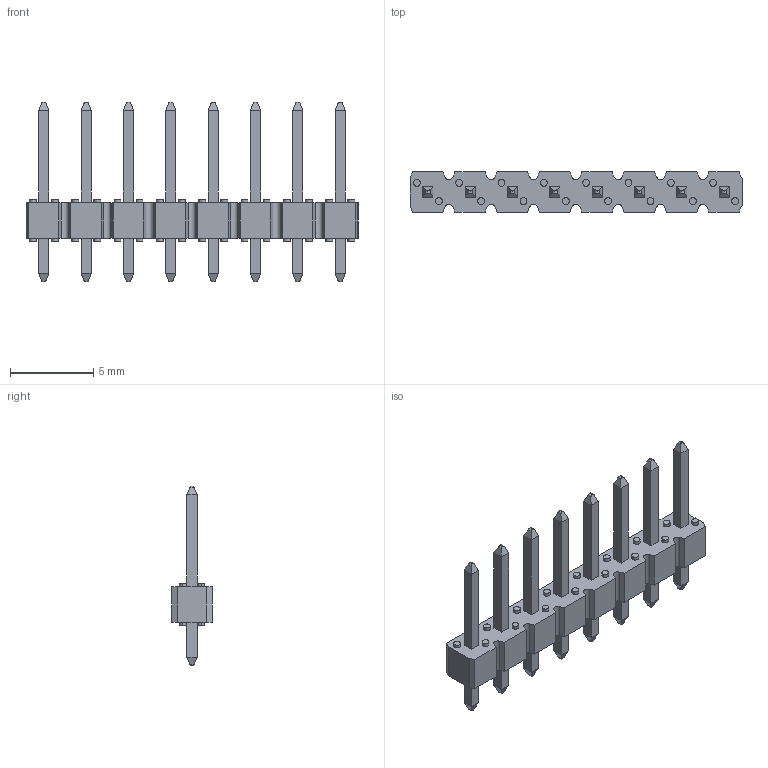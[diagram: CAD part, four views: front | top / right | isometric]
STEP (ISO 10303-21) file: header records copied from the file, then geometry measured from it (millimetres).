
FILE_DESCRIPTION (( 'STEP AP214' ), '1' );
FILE_NAME ('Sil_Header_8.STEP', '2015-05-11T14:28:58', ( '' ), ( '' ), 'SwSTEP 2.0', 'SolidWorks 2015', '' );
FILE_SCHEMA (( 'AUTOMOTIVE_DESIGN' ));
Length unit declared in the file: millimetre
Products named in the file (10): 77311-Y01-08_ASM_Next assembly relationship;77310_Y01_8; 77311-Y01-08_ASM_Next assembly relationship;77310_Y01_7; 77311-Y01-08_ASM_Next assembly relationship;77310_Y01_6; 77311-Y01-08_ASM_Next assembly relationship;77310_Y01_5; 77311-Y01-08_ASM_Next assembly relationship;77310_Y01_4; 77311-Y01-08_ASM_Next assembly relationship;77310_Y01_3; 77311-Y01-08_ASM_Next assembly relationship;77310_Y01_2; 77311-Y01-08_ASM_Next assembly relationship;77310_Y01; 77311-Y01-08_ASM_Next assembly relationship;98471_008; Sil_Header_8
Assembly tree (9 placements, depth 2):
  Sil_Header_8
    77311-Y01-08_ASM_Next assembly relationship;98471_008
    77311-Y01-08_ASM_Next assembly relationship;77310_Y01
    77311-Y01-08_ASM_Next assembly relationship;77310_Y01_2
    77311-Y01-08_ASM_Next assembly relationship;77310_Y01_3
    77311-Y01-08_ASM_Next assembly relationship;77310_Y01_4
    77311-Y01-08_ASM_Next assembly relationship;77310_Y01_5
    77311-Y01-08_ASM_Next assembly relationship;77310_Y01_6
    77311-Y01-08_ASM_Next assembly relationship;77310_Y01_7
    77311-Y01-08_ASM_Next assembly relationship;77310_Y01_8
Bounding box: 19.92 x 2.41 x 10.8 mm (x, y, z)
Volume: 120.9 mm3; surface area: 451.1 mm2
Topology: 9 solids, 9 shells, 318 faces, 740 edges, 472 vertices
Faces by surface type: plane 212, cylinder 106
Entity records: 12884 total; most frequent: CARTESIAN_POINT 1686, DIRECTION 1516, ORIENTED_EDGE 1480, EDGE_CURVE 740, VECTOR 528, LINE 528, AXIS2_PLACEMENT_3D 494, VERTEX_POINT 472
